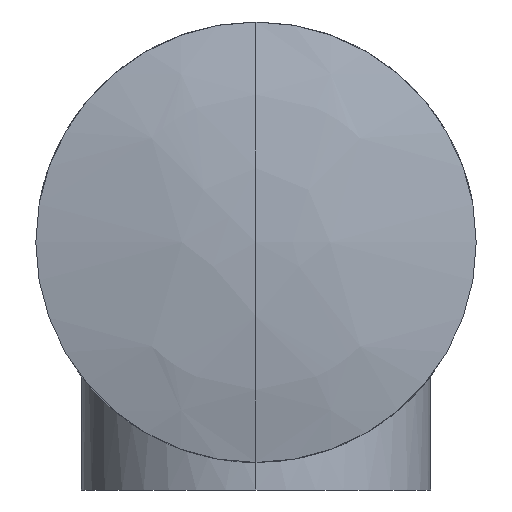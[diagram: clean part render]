
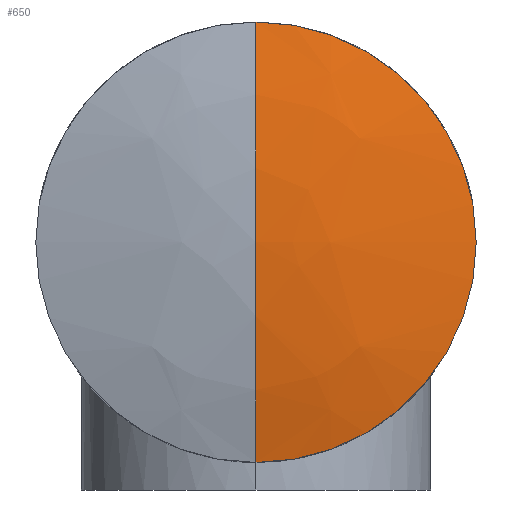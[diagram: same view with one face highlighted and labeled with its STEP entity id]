
A CAD part, left-side view. The second image highlights one B-rep face of the part: STEP entity #650.
In plain terms, the highlighted free-form (B-spline) face has degree [2, 2] with [7, 9] control points.
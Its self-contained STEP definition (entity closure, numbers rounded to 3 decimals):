
#508=CARTESIAN_POINT('POINT24',(2.,
   0.,16.));
#509=VERTEX_POINT('VERTEX24',#508);
#516=CARTESIAN_POINT('POINT25',(2.,
   0.,-16.));
#517=VERTEX_POINT('VERTEX25',#516);
#518=CARTESIAN_POINT('POS30',(2.,0.,
   0.));
#519=DIRECTION('DIR46',(-1.,0.,
   0.));
#520=DIRECTION('DIR47',(0.,0.,
   -1.));
#521=AXIS2_PLACEMENT_3D('AXIS17',#518,#519,#520);
#522=CIRCLE('ELLIPSE8',#521,16.);
#523=EDGE_CURVE('EDGE36',#517,#509,#522,.T.);
#567=CARTESIAN_POINT('POINT26',(0.,
   0.,0.));
#568=VERTEX_POINT('VERTEX26',#567);
#569=CARTESIAN_POINT('POS34',(64.,
   0.,-0.125));
#570=DIRECTION('DIR52',(0.,-1.,
   0.));
#571=DIRECTION('DIR53',(0.,0.,
   -1.));
#572=AXIS2_PLACEMENT_3D('AXIS19',#569,#570,#571);
#573=CIRCLE('ELLIPSE9',#572,64.);
#574=EDGE_CURVE('EDGE40',#568,#517,#573,.T.);
#575=ORIENTED_EDGE('COEDGE77',*,*,#574,.T.);
#576=ORIENTED_EDGE('COEDGE78',*,*,#523,.T.);
#577=CARTESIAN_POINT('POS35',(64.,
   0.,0.125));
#578=DIRECTION('DIR54',(0.,-1.,
   0.));
#579=DIRECTION('DIR55',(0.,0.,
   1.));
#580=AXIS2_PLACEMENT_3D('AXIS20',#577,#578,#579);
#581=CIRCLE('ELLIPSE10',#580,64.);
#582=EDGE_CURVE('EDGE41',#509,#568,#581,.T.);
#583=ORIENTED_EDGE('COEDGE79',*,*,#582,.T.);
#584=EDGE_LOOP('NONE',(#575,#576,#583));
#585=FACE_BOUND('LOOP1',#584,.T.);
#586=(BOUNDED_SURFACE() B_SPLINE_SURFACE(2,2,((#587,#588,#589,#590,#591,
   #592,#593,#594,#595),(#596,#597,#598,#599,#600,#601,#602,#603,#604),(
   #605,#606,#607,#608,#609,#610,#611,#612,#613),(#614,#615,#616,#617,
   #618,#619,#620,#621,#622),(#623,#624,#625,#626,#627,#628,#629,#630,
   #631),(#632,#633,#634,#635,#636,#637,#638,#639,#640),(#641,#642,#643,
   #644,#645,#646,#647,#648,#649)),.UNSPECIFIED.,.F.,.T.,.U.) 
   B_SPLINE_SURFACE_WITH_KNOTS((3,2,2,3),(3,2,2,2,3),(
   1.569,2.617,3.666,
   4.714),(0.,1.571,
   3.142,4.712,6.283),
   .UNSPECIFIED.) GEOMETRIC_REPRESENTATION_ITEM() 
   RATIONAL_B_SPLINE_SURFACE(((1.,0.707,1.,
   0.707,1.,0.707,1.,
   0.707,1.),(0.866,
   0.612,0.866,0.612,
   0.866,0.612,0.866,
   0.612,0.866),(1.,
   0.707,1.,0.707,1.,
   0.707,1.,0.707,1.),(
   0.866,0.612,0.866,
   0.612,0.866,0.612,
   0.866,0.612,0.866),(
   1.,0.707,1.,0.707,
   1.,0.707,1.,0.707,
   1.),(0.866,0.612,
   0.866,0.612,0.866,
   0.612,0.866,0.612,
   0.866),(1.,0.707,1.,
   0.707,1.,0.707,1.,
   0.707,1.))) REPRESENTATION_ITEM('SPLINE_SURF2')
    SURFACE());
#587=CARTESIAN_POINT('',(0.,0.,
   0.));
#588=CARTESIAN_POINT('',(0.,0.,
   0.));
#589=CARTESIAN_POINT('',(0.,0.,
   0.));
#590=CARTESIAN_POINT('',(0.,0.,
   0.));
#591=CARTESIAN_POINT('',(0.,0.,
   0.));
#592=CARTESIAN_POINT('',(0.,0.,
   0.));
#593=CARTESIAN_POINT('',(0.,0.,
   0.));
#594=CARTESIAN_POINT('',(0.,0.,
   0.));
#595=CARTESIAN_POINT('',(0.,0.,
   0.));
#596=CARTESIAN_POINT('',(-0.072,0.,
   37.006));
#597=CARTESIAN_POINT('',(-0.072,37.006,
   37.006));
#598=CARTESIAN_POINT('',(-0.072,37.006,
   0.));
#599=CARTESIAN_POINT('',(-0.072,37.006,
   -37.006));
#600=CARTESIAN_POINT('',(-0.072,0.,
   -37.006));
#601=CARTESIAN_POINT('',(-0.072,-37.006,
   -37.006));
#602=CARTESIAN_POINT('',(-0.072,-37.006,
   0.));
#603=CARTESIAN_POINT('',(-0.072,-37.006,
   37.006));
#604=CARTESIAN_POINT('',(-0.072,0.,
   37.006));
#605=CARTESIAN_POINT('',(31.964,0.,
   55.53));
#606=CARTESIAN_POINT('',(31.964,55.53,
   55.53));
#607=CARTESIAN_POINT('',(31.964,55.53,
   0.));
#608=CARTESIAN_POINT('',(31.964,55.53,
   -55.53));
#609=CARTESIAN_POINT('',(31.964,0.,
   -55.53));
#610=CARTESIAN_POINT('',(31.964,-55.53,
   -55.53));
#611=CARTESIAN_POINT('',(31.964,-55.53,
   0.));
#612=CARTESIAN_POINT('',(31.964,-55.53,
   55.53));
#613=CARTESIAN_POINT('',(31.964,0.,
   55.53));
#614=CARTESIAN_POINT('',(64.,0.,
   74.054));
#615=CARTESIAN_POINT('',(64.,74.054,
   74.054));
#616=CARTESIAN_POINT('',(64.,74.054,
   0.));
#617=CARTESIAN_POINT('',(64.,74.054,
   -74.054));
#618=CARTESIAN_POINT('',(64.,0.,
   -74.054));
#619=CARTESIAN_POINT('',(64.,-74.054,
   -74.054));
#620=CARTESIAN_POINT('',(64.,-74.054,
   0.));
#621=CARTESIAN_POINT('',(64.,-74.054,
   74.054));
#622=CARTESIAN_POINT('',(64.,0.,
   74.054));
#623=CARTESIAN_POINT('',(96.036,0.,
   55.53));
#624=CARTESIAN_POINT('',(96.036,55.53,
   55.53));
#625=CARTESIAN_POINT('',(96.036,55.53,
   0.));
#626=CARTESIAN_POINT('',(96.036,55.53,
   -55.53));
#627=CARTESIAN_POINT('',(96.036,0.,
   -55.53));
#628=CARTESIAN_POINT('',(96.036,-55.53,
   -55.53));
#629=CARTESIAN_POINT('',(96.036,-55.53,
   0.));
#630=CARTESIAN_POINT('',(96.036,-55.53,
   55.53));
#631=CARTESIAN_POINT('',(96.036,0.,
   55.53));
#632=CARTESIAN_POINT('',(128.072,0.,
   37.006));
#633=CARTESIAN_POINT('',(128.072,37.006,
   37.006));
#634=CARTESIAN_POINT('',(128.072,37.006,
   0.));
#635=CARTESIAN_POINT('',(128.072,37.006,
   -37.006));
#636=CARTESIAN_POINT('',(128.072,0.,
   -37.006));
#637=CARTESIAN_POINT('',(128.072,-37.006,
   -37.006));
#638=CARTESIAN_POINT('',(128.072,-37.006,
   0.));
#639=CARTESIAN_POINT('',(128.072,-37.006,
   37.006));
#640=CARTESIAN_POINT('',(128.072,0.,
   37.006));
#641=CARTESIAN_POINT('',(128.,0.,
   0.));
#642=CARTESIAN_POINT('',(128.,0.,
   0.));
#643=CARTESIAN_POINT('',(128.,0.,
   0.));
#644=CARTESIAN_POINT('',(128.,0.,
   0.));
#645=CARTESIAN_POINT('',(128.,0.,
   0.));
#646=CARTESIAN_POINT('',(128.,0.,
   0.));
#647=CARTESIAN_POINT('',(128.,0.,
   0.));
#648=CARTESIAN_POINT('',(128.,0.,
   0.));
#649=CARTESIAN_POINT('',(128.,0.,
   0.));
#650=ADVANCED_FACE('FACE16',(#585),#586,.T.);
